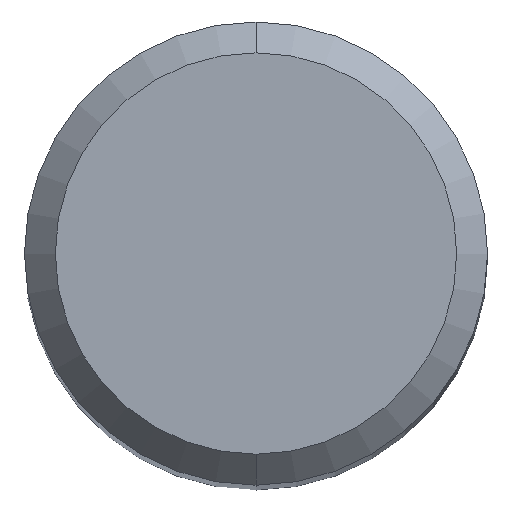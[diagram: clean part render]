
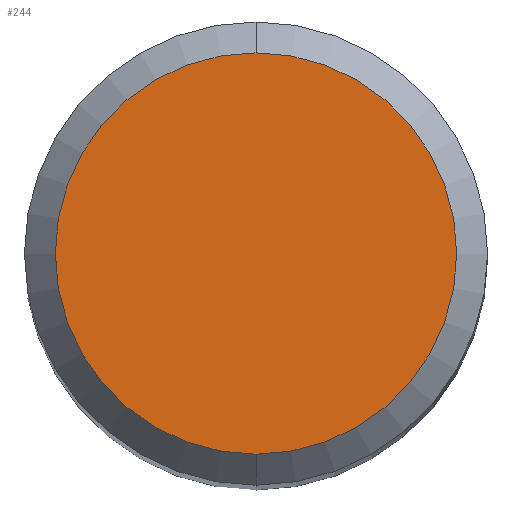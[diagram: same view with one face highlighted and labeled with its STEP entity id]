
A CAD part, top view. The second image highlights one B-rep face of the part: STEP entity #244.
In plain terms, the highlighted planar face has unit normal (0, 0, 1).
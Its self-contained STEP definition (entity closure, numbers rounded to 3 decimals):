
#186=EDGE_CURVE('',#234,#246,#364,.T.);
#204=EDGE_CURVE('',#246,#234,#385,.T.);
#234=VERTEX_POINT('',#418);
#244=ADVANCED_FACE('',(#429),#430,.T.);
#246=VERTEX_POINT('',#432);
#364=CIRCLE('',#569,2.6);
#385=CIRCLE('',#596,2.6);
#418=CARTESIAN_POINT('',(0.0,2.6,0.0));
#429=FACE_OUTER_BOUND('',#651,.T.);
#430=PLANE('',#652);
#432=CARTESIAN_POINT('',(0.,-2.6,0.0));
#569=AXIS2_PLACEMENT_3D('',#791,#792,#793);
#596=AXIS2_PLACEMENT_3D('',#828,#829,#830);
#651=EDGE_LOOP('',(#874,#875));
#652=AXIS2_PLACEMENT_3D('',#876,#877,#878);
#791=CARTESIAN_POINT('',(0.0,0.0,0.0));
#792=DIRECTION('',(0.0,0.0,-1.0));
#793=DIRECTION('',(0.0,1.0,0.0));
#828=CARTESIAN_POINT('',(0.0,0.0,0.0));
#829=DIRECTION('',(0.0,0.0,-1.0));
#830=DIRECTION('',(0.0,1.0,0.0));
#874=ORIENTED_EDGE('',*,*,#186,.F.);
#875=ORIENTED_EDGE('',*,*,#204,.F.);
#876=CARTESIAN_POINT('',(0.0,1.3,0.0));
#877=DIRECTION('',(-0.0,0.0,1.0));
#878=DIRECTION('',(0.0,-1.0,0.0));
